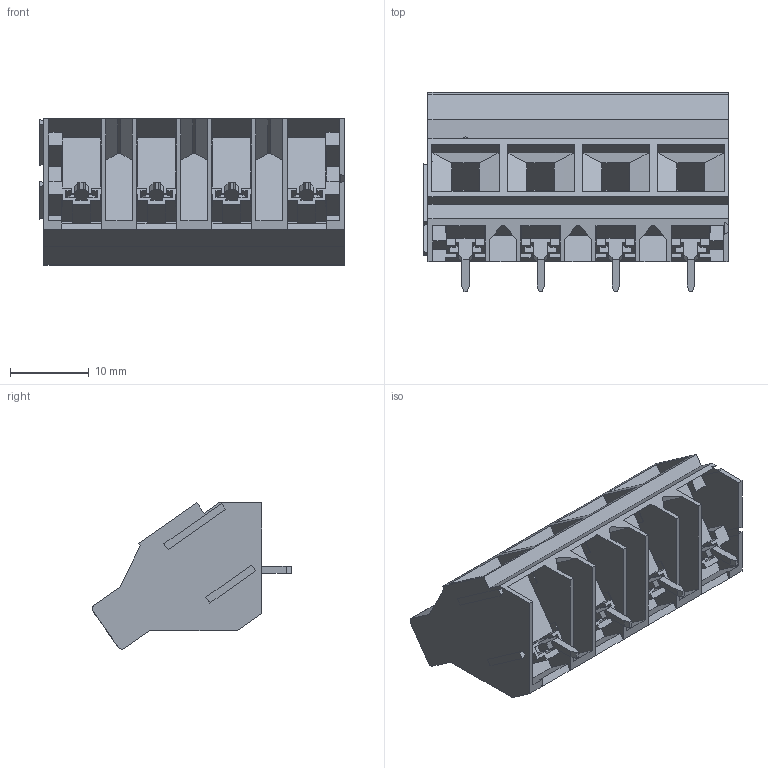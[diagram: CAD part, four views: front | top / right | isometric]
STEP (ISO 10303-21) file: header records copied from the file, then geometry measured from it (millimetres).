
FILE_DESCRIPTION (( 'STEP AP214' ), '1' );
FILE_NAME ('DG636S-9.52-04P-14-00AH.STEP', '2021-01-17T00:17:50', ( '' ), ( '' ), 'SwSTEP 2.0', 'SolidWorks 2020', '' );
FILE_SCHEMA (( 'AUTOMOTIVE_DESIGN' ));
Length unit declared in the file: millimetre
Products named in the file (1): DG636S-9.52-04P-14-00AH
Bounding box: 38.63 x 25.25 x 18.55 mm (x, y, z)
Volume: 5998.6 mm3; surface area: 6725.5 mm2
Topology: 1 solids, 1 shells, 874 faces, 2336 edges, 1524 vertices
Faces by surface type: plane 609, bspline 202, cylinder 35, torus 28
Entity records: 41800 total; most frequent: CARTESIAN_POINT 15713, ORIENTED_EDGE 4672, DIRECTION 3388, EDGE_CURVE 2336, LINE 1790, VECTOR 1790, VERTEX_POINT 1524, EDGE_LOOP 934
